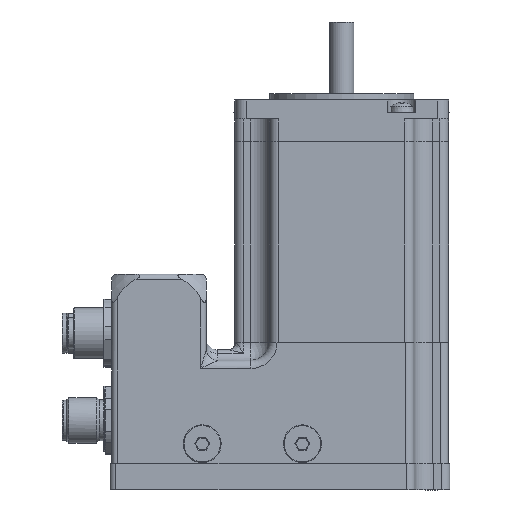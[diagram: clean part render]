
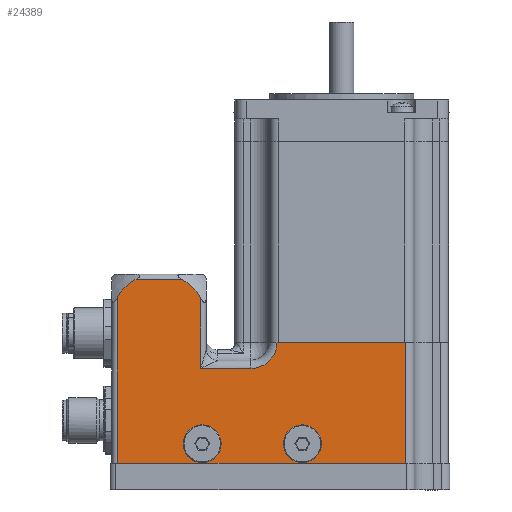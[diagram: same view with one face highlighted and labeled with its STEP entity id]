
A CAD part, left-side view. The second image highlights one B-rep face of the part: STEP entity #24389.
In plain terms, the highlighted planar face has unit normal (-1, 0, 0).
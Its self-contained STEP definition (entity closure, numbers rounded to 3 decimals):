
#781=FACE_BOUND('',#3607,.T.);
#782=FACE_BOUND('',#3608,.T.);
#2008=FACE_OUTER_BOUND('',#3606,.T.);
#3606=EDGE_LOOP('',(#17674,#17675,#17676,#17677,#17678,#17679,#17680,#17681,
#17682,#17683));
#3607=EDGE_LOOP('',(#17684));
#3608=EDGE_LOOP('',(#17685));
#5274=CIRCLE('',#26018,2.459);
#5276=CIRCLE('',#26021,2.459);
#5435=CIRCLE('',#26296,12.);
#5441=CIRCLE('',#26309,12.);
#5459=CIRCLE('',#26346,6.917);
#6779=LINE('',#37929,#8537);
#6781=LINE('',#37952,#8539);
#6855=LINE('',#38392,#8613);
#6865=LINE('',#38511,#8623);
#6867=LINE('',#38515,#8625);
#6883=LINE('',#38572,#8641);
#6884=LINE('',#38574,#8642);
#8537=VECTOR('',#30100,13.3);
#8539=VECTOR('',#30106,18.726);
#8613=VECTOR('',#30460,12.619);
#8623=VECTOR('',#30502,76.1);
#8625=VECTOR('',#30508,43.809);
#8641=VECTOR('',#30566,32.);
#8642=VECTOR('',#30567,33.883);
#10328=VERTEX_POINT('',#37338);
#10330=VERTEX_POINT('',#37343);
#10456=VERTEX_POINT('',#37711);
#10485=VERTEX_POINT('',#37928);
#10487=VERTEX_POINT('',#37934);
#10576=VERTEX_POINT('',#38274);
#10584=VERTEX_POINT('',#38372);
#10587=VERTEX_POINT('',#38416);
#10602=VERTEX_POINT('',#38508);
#10603=VERTEX_POINT('',#38510);
#10623=VERTEX_POINT('',#38571);
#10624=VERTEX_POINT('',#38573);
#12885=EDGE_CURVE('',#10328,#10328,#5274,.T.);
#12887=EDGE_CURVE('',#10330,#10330,#5276,.T.);
#13089=EDGE_CURVE('',#10456,#10485,#6779,.T.);
#13093=EDGE_CURVE('',#10487,#10456,#6781,.T.);
#13227=EDGE_CURVE('',#10576,#10487,#5435,.T.);
#13241=EDGE_CURVE('',#10584,#10576,#6855,.T.);
#13245=EDGE_CURVE('',#10587,#10584,#5441,.T.);
#13265=EDGE_CURVE('',#10602,#10603,#6865,.T.);
#13268=EDGE_CURVE('',#10603,#10587,#6867,.T.);
#13292=EDGE_CURVE('',#10623,#10602,#6883,.T.);
#13293=EDGE_CURVE('',#10624,#10623,#6884,.T.);
#13294=EDGE_CURVE('',#10485,#10624,#5459,.T.);
#17674=ORIENTED_EDGE('',*,*,#13093,.F.);
#17675=ORIENTED_EDGE('',*,*,#13227,.F.);
#17676=ORIENTED_EDGE('',*,*,#13241,.F.);
#17677=ORIENTED_EDGE('',*,*,#13245,.F.);
#17678=ORIENTED_EDGE('',*,*,#13268,.F.);
#17679=ORIENTED_EDGE('',*,*,#13265,.F.);
#17680=ORIENTED_EDGE('',*,*,#13292,.F.);
#17681=ORIENTED_EDGE('',*,*,#13293,.F.);
#17682=ORIENTED_EDGE('',*,*,#13294,.F.);
#17683=ORIENTED_EDGE('',*,*,#13089,.F.);
#17684=ORIENTED_EDGE('',*,*,#12885,.T.);
#17685=ORIENTED_EDGE('',*,*,#12887,.T.);
#22672=PLANE('',#26345);
#24389=ADVANCED_FACE('',(#2008,#781,#782),#22672,.T.);
#26018=AXIS2_PLACEMENT_3D('',#37339,#29708,#29709);
#26021=AXIS2_PLACEMENT_3D('',#37344,#29714,#29715);
#26296=AXIS2_PLACEMENT_3D('',#38294,#30433,#30434);
#26309=AXIS2_PLACEMENT_3D('',#38434,#30465,#30466);
#26345=AXIS2_PLACEMENT_3D('',#38570,#30564,#30565);
#26346=AXIS2_PLACEMENT_3D('',#38575,#30568,#30569);
#29708=DIRECTION('center_axis',(1.,0.,0.));
#29709=DIRECTION('ref_axis',(0.,1.,0.));
#29714=DIRECTION('center_axis',(1.,0.,0.));
#29715=DIRECTION('ref_axis',(0.,1.,0.));
#30100=DIRECTION('',(0.,-1.,0.));
#30106=DIRECTION('',(0.,0.,-1.));
#30433=DIRECTION('center_axis',(1.,0.,0.));
#30434=DIRECTION('ref_axis',(0.,1.,0.));
#30460=DIRECTION('',(0.,-1.,0.));
#30465=DIRECTION('center_axis',(1.,0.,0.));
#30466=DIRECTION('ref_axis',(0.,1.,0.));
#30502=DIRECTION('',(0.,1.,0.));
#30508=DIRECTION('',(0.,0.,1.));
#30564=DIRECTION('center_axis',(-1.,0.,0.));
#30565=DIRECTION('ref_axis',(0.,1.,0.));
#30566=DIRECTION('',(0.,0.,-1.));
#30567=DIRECTION('',(0.,-1.,0.));
#30568=DIRECTION('center_axis',(-1.,0.,0.));
#30569=DIRECTION('ref_axis',(0.,-0.707,-0.707));
#37338=CARTESIAN_POINT('',(-28.2,12.859,-86.1));
#37339=CARTESIAN_POINT('Origin',(-28.2,10.4,-86.1));
#37343=CARTESIAN_POINT('',(-28.2,39.309,-86.1));
#37344=CARTESIAN_POINT('Origin',(-28.2,36.85,-86.1));
#37711=CARTESIAN_POINT('',(-28.2,37.3,-66.217));
#37928=CARTESIAN_POINT('',(-28.2,24.,-66.217));
#37929=CARTESIAN_POINT('',(-28.2,37.3,-66.217));
#37934=CARTESIAN_POINT('',(-28.2,37.3,-47.491));
#37952=CARTESIAN_POINT('',(-28.2,37.3,-47.491));
#38274=CARTESIAN_POINT('',(-28.2,41.991,-42.8));
#38294=CARTESIAN_POINT('Origin',(-28.2,47.8,-53.3));
#38372=CARTESIAN_POINT('',(-28.2,54.609,-42.8));
#38392=CARTESIAN_POINT('',(-28.2,54.609,-42.8));
#38416=CARTESIAN_POINT('',(-28.2,59.3,-47.491));
#38434=CARTESIAN_POINT('Origin',(-28.2,48.8,-53.3));
#38508=CARTESIAN_POINT('',(-28.2,-16.8,-91.3));
#38510=CARTESIAN_POINT('',(-28.2,59.3,-91.3));
#38511=CARTESIAN_POINT('',(-28.2,-16.8,-91.3));
#38515=CARTESIAN_POINT('',(-28.2,59.3,-91.3));
#38570=CARTESIAN_POINT('Origin',(-28.2,-19.,-59.3));
#38571=CARTESIAN_POINT('',(-28.2,-16.8,-59.3));
#38572=CARTESIAN_POINT('',(-28.2,-16.8,-59.3));
#38573=CARTESIAN_POINT('',(-28.2,17.083,-59.3));
#38574=CARTESIAN_POINT('',(-28.2,17.083,-59.3));
#38575=CARTESIAN_POINT('Origin',(-28.2,24.,-59.3));
